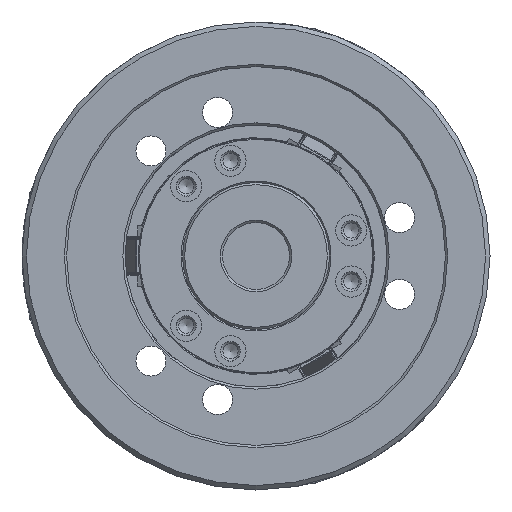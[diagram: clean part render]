
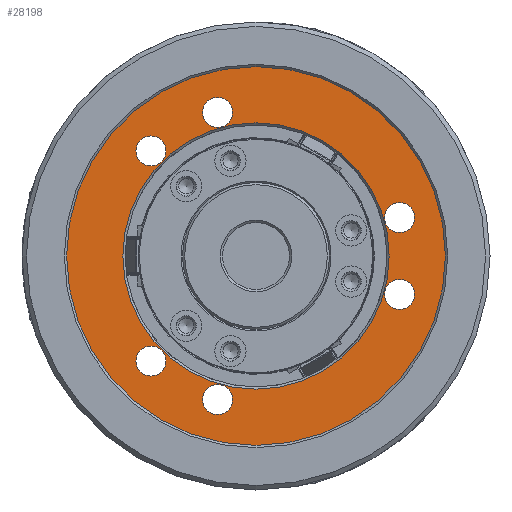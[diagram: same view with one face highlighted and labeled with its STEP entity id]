
A CAD part, left-side view. The second image highlights one B-rep face of the part: STEP entity #28198.
In plain terms, the highlighted planar face has unit normal (-1, 0, 0).
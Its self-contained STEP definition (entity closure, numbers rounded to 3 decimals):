
#710=CIRCLE('',#29485,6.75);
#714=CIRCLE('',#29492,6.75);
#718=CIRCLE('',#29499,6.75);
#722=CIRCLE('',#29506,6.75);
#726=CIRCLE('',#29513,6.75);
#730=CIRCLE('',#29520,6.75);
#737=CIRCLE('',#29537,85.);
#738=CIRCLE('',#29538,59.75);
#1791=ORIENTED_EDGE('',*,*,#7713,.T.);
#1792=ORIENTED_EDGE('',*,*,#7714,.F.);
#1793=ORIENTED_EDGE('',*,*,#7700,.T.);
#1794=ORIENTED_EDGE('',*,*,#7696,.T.);
#1795=ORIENTED_EDGE('',*,*,#7692,.T.);
#1796=ORIENTED_EDGE('',*,*,#7688,.T.);
#1797=ORIENTED_EDGE('',*,*,#7684,.T.);
#1798=ORIENTED_EDGE('',*,*,#7680,.T.);
#7680=EDGE_CURVE('',#10646,#10646,#710,.T.);
#7684=EDGE_CURVE('',#10650,#10650,#714,.T.);
#7688=EDGE_CURVE('',#10654,#10654,#718,.T.);
#7692=EDGE_CURVE('',#10658,#10658,#722,.T.);
#7696=EDGE_CURVE('',#10662,#10662,#726,.T.);
#7700=EDGE_CURVE('',#10666,#10666,#730,.T.);
#7713=EDGE_CURVE('',#10669,#10669,#737,.T.);
#7714=EDGE_CURVE('',#10670,#10670,#738,.T.);
#10646=VERTEX_POINT('',#37974);
#10650=VERTEX_POINT('',#37985);
#10654=VERTEX_POINT('',#37996);
#10658=VERTEX_POINT('',#38007);
#10662=VERTEX_POINT('',#38018);
#10666=VERTEX_POINT('',#38029);
#10669=VERTEX_POINT('',#38055);
#10670=VERTEX_POINT('',#38057);
#16576=EDGE_LOOP('',(#1791));
#16577=EDGE_LOOP('',(#1792));
#16578=EDGE_LOOP('',(#1793));
#16579=EDGE_LOOP('',(#1794));
#16580=EDGE_LOOP('',(#1795));
#16581=EDGE_LOOP('',(#1796));
#16582=EDGE_LOOP('',(#1797));
#16583=EDGE_LOOP('',(#1798));
#17910=FACE_BOUND('',#16576,.T.);
#17911=FACE_BOUND('',#16577,.T.);
#17912=FACE_BOUND('',#16578,.T.);
#17913=FACE_BOUND('',#16579,.T.);
#17914=FACE_BOUND('',#16580,.T.);
#17915=FACE_BOUND('',#16581,.T.);
#17916=FACE_BOUND('',#16582,.T.);
#17917=FACE_BOUND('',#16583,.T.);
#19193=PLANE('',#29536);
#28198=ADVANCED_FACE('',(#17910,#17911,#17912,#17913,#17914,#17915,#17916,
#17917),#19193,.F.);
#29485=AXIS2_PLACEMENT_3D('',#37973,#31808,#31809);
#29492=AXIS2_PLACEMENT_3D('',#37984,#31822,#31823);
#29499=AXIS2_PLACEMENT_3D('',#37995,#31836,#31837);
#29506=AXIS2_PLACEMENT_3D('',#38006,#31850,#31851);
#29513=AXIS2_PLACEMENT_3D('',#38017,#31864,#31865);
#29520=AXIS2_PLACEMENT_3D('',#38028,#31878,#31879);
#29536=AXIS2_PLACEMENT_3D('',#38053,#31916,#31917);
#29537=AXIS2_PLACEMENT_3D('',#38054,#31918,#31919);
#29538=AXIS2_PLACEMENT_3D('',#38056,#31920,#31921);
#31808=DIRECTION('',(1.,0.,0.));
#31809=DIRECTION('',(0.,0.,-1.));
#31822=DIRECTION('',(1.,0.,0.));
#31823=DIRECTION('',(0.,0.,-1.));
#31836=DIRECTION('',(1.,0.,0.));
#31837=DIRECTION('',(0.,0.,-1.));
#31850=DIRECTION('',(1.,0.,0.));
#31851=DIRECTION('',(0.,0.,-1.));
#31864=DIRECTION('',(1.,0.,0.));
#31865=DIRECTION('',(0.,0.,-1.));
#31878=DIRECTION('',(1.,0.,0.));
#31879=DIRECTION('',(0.,0.,-1.));
#31916=DIRECTION('',(1.,0.,0.));
#31917=DIRECTION('',(0.,0.,-1.));
#31918=DIRECTION('',(-1.,0.,0.));
#31919=DIRECTION('',(0.,0.,1.));
#31920=DIRECTION('',(-1.,0.,0.));
#31921=DIRECTION('',(0.,0.,1.));
#37973=CARTESIAN_POINT('',(-87.226,47.146,47.146));
#37974=CARTESIAN_POINT('',(-87.226,47.146,40.396));
#37984=CARTESIAN_POINT('',(-87.226,17.257,64.403));
#37985=CARTESIAN_POINT('',(-87.226,17.257,57.653));
#37995=CARTESIAN_POINT('',(-87.226,-64.403,17.257));
#37996=CARTESIAN_POINT('',(-87.226,-64.403,10.507));
#38006=CARTESIAN_POINT('',(-87.226,-64.403,-17.257));
#38007=CARTESIAN_POINT('',(-87.226,-64.403,-24.007));
#38017=CARTESIAN_POINT('',(-87.226,17.257,-64.403));
#38018=CARTESIAN_POINT('',(-87.226,17.257,-71.153));
#38028=CARTESIAN_POINT('',(-87.226,47.146,-47.146));
#38029=CARTESIAN_POINT('',(-87.226,47.146,-53.896));
#38053=CARTESIAN_POINT('',(-87.226,0.,59.75));
#38054=CARTESIAN_POINT('',(-87.226,0.,0.));
#38055=CARTESIAN_POINT('',(-87.226,0.,85.));
#38056=CARTESIAN_POINT('',(-87.226,0.,0.));
#38057=CARTESIAN_POINT('',(-87.226,0.,59.75));
